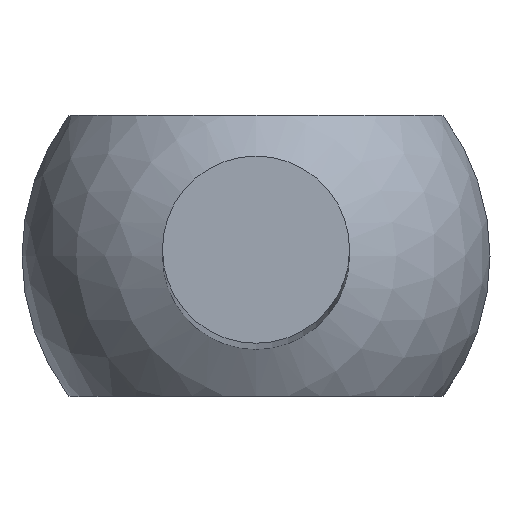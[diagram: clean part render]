
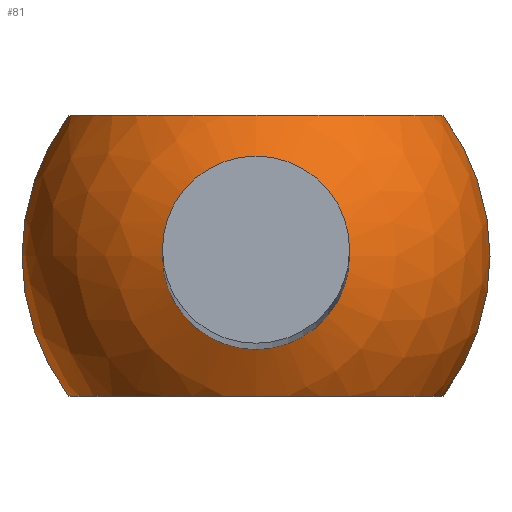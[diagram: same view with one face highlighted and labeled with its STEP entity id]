
A CAD part, top view. The second image highlights one B-rep face of the part: STEP entity #81.
In plain terms, the highlighted spherical face has radius 3.5 mm.
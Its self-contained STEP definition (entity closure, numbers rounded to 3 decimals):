
#10 = CARTESIAN_POINT ( 'NONE',  ( 0., 0., 0. ) ) ;
#14 = DIRECTION ( 'NONE',  ( -1., 0., 0. ) ) ;
#26 = CIRCLE ( 'NONE', #116, 1.4 ) ;
#30 = EDGE_LOOP ( 'NONE', ( #65, #315, #57, #235 ) ) ;
#35 = EDGE_LOOP ( 'NONE', ( #193, #118 ) ) ;
#41 = AXIS2_PLACEMENT_3D ( 'NONE', #171, #170, #146 ) ;
#49 = AXIS2_PLACEMENT_3D ( 'NONE', #55, #200, #135 ) ;
#55 = CARTESIAN_POINT ( 'NONE',  ( 0., 0., 0. ) ) ;
#57 = ORIENTED_EDGE ( 'NONE', *, *, #273, .F. ) ;
#59 = FACE_OUTER_BOUND ( 'NONE', #30, .T. ) ;
#63 = DIRECTION ( 'NONE',  ( -1., 0., 0. ) ) ;
#65 = ORIENTED_EDGE ( 'NONE', *, *, #301, .T. ) ;
#68 = AXIS2_PLACEMENT_3D ( 'NONE', #113, #216, #103 ) ;
#81 = ADVANCED_FACE ( 'NONE', ( #145, #59 ), #191, .T. ) ;
#83 = VERTEX_POINT ( 'NONE', #87 ) ;
#87 = CARTESIAN_POINT ( 'NONE',  ( 2.8, 2.1, 0. ) ) ;
#92 = EDGE_CURVE ( 'NONE', #158, #292, #328, .T. ) ;
#103 = DIRECTION ( 'NONE',  ( 0., 0., 1. ) ) ;
#110 = VERTEX_POINT ( 'NONE', #309 ) ;
#113 = CARTESIAN_POINT ( 'NONE',  ( 0., -2.1, 0. ) ) ;
#116 = AXIS2_PLACEMENT_3D ( 'NONE', #237, #247, #14 ) ;
#118 = ORIENTED_EDGE ( 'NONE', *, *, #152, .F. ) ;
#120 = CARTESIAN_POINT ( 'NONE',  ( 2.8, -2.1, 0. ) ) ;
#135 = DIRECTION ( 'NONE',  ( -1., 0., 0. ) ) ;
#136 = CARTESIAN_POINT ( 'NONE',  ( -2.8, 2.1, 0. ) ) ;
#139 = DIRECTION ( 'NONE',  ( -1., 0., 0. ) ) ;
#142 = EDGE_CURVE ( 'NONE', #242, #83, #148, .T. ) ;
#145 = FACE_BOUND ( 'NONE', #35, .T. ) ;
#146 = DIRECTION ( 'NONE',  ( 0., 0., 1. ) ) ;
#148 = CIRCLE ( 'NONE', #303, 3.5 ) ;
#152 = EDGE_CURVE ( 'NONE', #307, #110, #208, .T. ) ;
#158 = VERTEX_POINT ( 'NONE', #221 ) ;
#170 = DIRECTION ( 'NONE',  ( 0., 1., 0. ) ) ;
#171 = CARTESIAN_POINT ( 'NONE',  ( 0., 2.1, 0. ) ) ;
#188 = CIRCLE ( 'NONE', #41, 2.8 ) ;
#191 = SPHERICAL_SURFACE ( 'NONE', #290, 3.5 ) ;
#192 = DIRECTION ( 'NONE',  ( 0., 0., 1. ) ) ;
#193 = ORIENTED_EDGE ( 'NONE', *, *, #294, .F. ) ;
#200 = DIRECTION ( 'NONE',  ( 0., 0., -1. ) ) ;
#207 = CARTESIAN_POINT ( 'NONE',  ( -1.4, 0., 3.208 ) ) ;
#208 = CIRCLE ( 'NONE', #224, 1.4 ) ;
#216 = DIRECTION ( 'NONE',  ( 0., 1., 0. ) ) ;
#218 = DIRECTION ( 'NONE',  ( 0., 0., 1. ) ) ;
#221 = CARTESIAN_POINT ( 'NONE',  ( -2.8, -2.1, 0. ) ) ;
#223 = CARTESIAN_POINT ( 'NONE',  ( 0., 0., 0. ) ) ;
#224 = AXIS2_PLACEMENT_3D ( 'NONE', #260, #218, #139 ) ;
#235 = ORIENTED_EDGE ( 'NONE', *, *, #92, .F. ) ;
#237 = CARTESIAN_POINT ( 'NONE',  ( 0., 0., 3.208 ) ) ;
#242 = VERTEX_POINT ( 'NONE', #120 ) ;
#247 = DIRECTION ( 'NONE',  ( 0., 0., 1. ) ) ;
#260 = CARTESIAN_POINT ( 'NONE',  ( 0., 0., 3.208 ) ) ;
#265 = DIRECTION ( 'NONE',  ( 0., 0., 1. ) ) ;
#273 = EDGE_CURVE ( 'NONE', #292, #83, #188, .T. ) ;
#290 = AXIS2_PLACEMENT_3D ( 'NONE', #10, #265, #63 ) ;
#292 = VERTEX_POINT ( 'NONE', #136 ) ;
#294 = EDGE_CURVE ( 'NONE', #110, #307, #26, .T. ) ;
#301 = EDGE_CURVE ( 'NONE', #158, #242, #310, .T. ) ;
#303 = AXIS2_PLACEMENT_3D ( 'NONE', #223, #192, #314 ) ;
#307 = VERTEX_POINT ( 'NONE', #207 ) ;
#309 = CARTESIAN_POINT ( 'NONE',  ( 1.4, 0., 3.208 ) ) ;
#310 = CIRCLE ( 'NONE', #68, 2.8 ) ;
#314 = DIRECTION ( 'NONE',  ( 1., 0., 0. ) ) ;
#315 = ORIENTED_EDGE ( 'NONE', *, *, #142, .T. ) ;
#328 = CIRCLE ( 'NONE', #49, 3.5 ) ;
